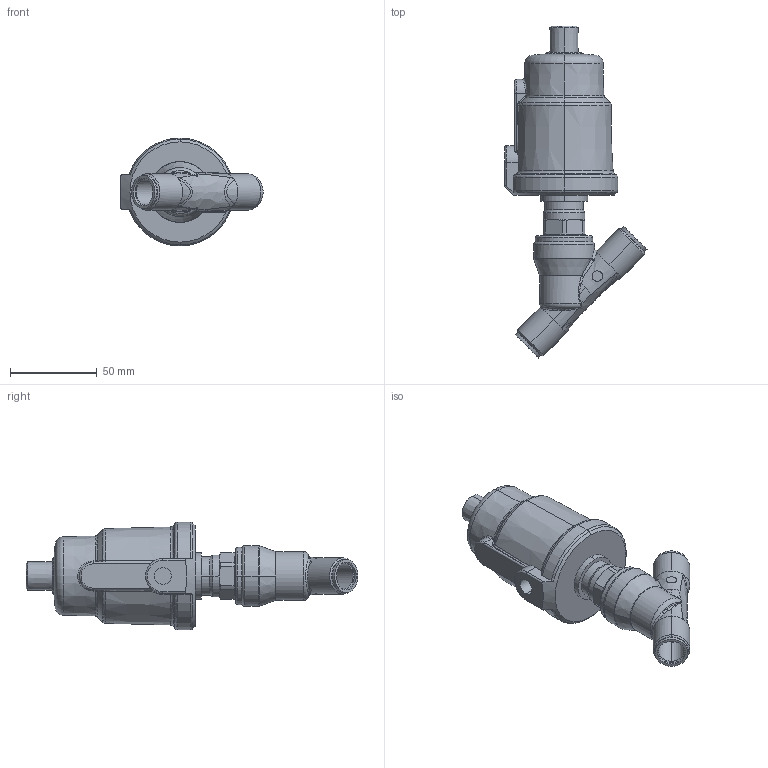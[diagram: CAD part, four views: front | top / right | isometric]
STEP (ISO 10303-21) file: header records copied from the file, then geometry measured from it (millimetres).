
FILE_DESCRIPTION (( 'STEP AP203' ), '1' );
FILE_NAME ('50DN15H25µ¥-DIN11850.2.STEP', '2023-02-14T03:05:04', ( '' ), ( '' ), 'SwSTEP 2.0', 'SolidWorks 2014', '' );
FILE_SCHEMA (( 'CONFIG_CONTROL_DESIGN' ));
Length unit declared in the file: millimetre
Products named in the file (4): 蟀諉10-8H25; DN15爾諉概极-11850.2; H2000 50ͷ; 50DN15H25µ¥-DIN11850.2
Assembly tree (3 placements, depth 2):
  50DN15H25µ¥-DIN11850.2
    H2000 50ͷ
    蟀諉10-8H25
    DN15爾諉概极-11850.2
Bounding box: 81.73 x 190.83 x 62 mm (x, y, z)
Volume: 223191.4 mm3; surface area: 39315.9 mm2
Topology: 3 solids, 4 shells, 366 faces, 868 edges, 527 vertices
Faces by surface type: plane 99, bspline 82, cylinder 74, cone 63, torus 48
Entity records: 15044 total; most frequent: CARTESIAN_POINT 6806, ORIENTED_EDGE 1728, DIRECTION 1479, EDGE_CURVE 864, AXIS2_PLACEMENT_3D 574, VERTEX_POINT 527, EDGE_LOOP 391, ADVANCED_FACE 366
